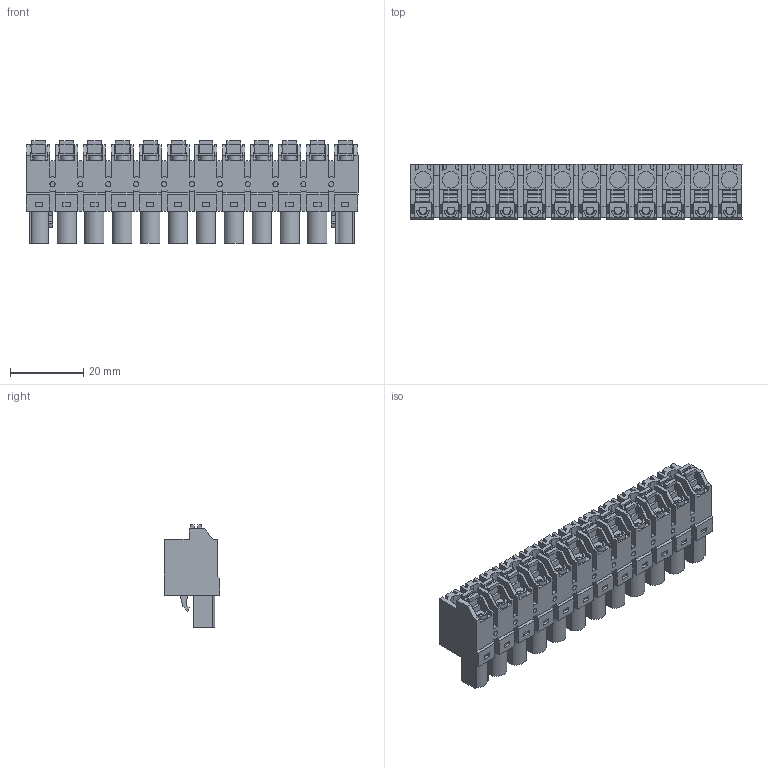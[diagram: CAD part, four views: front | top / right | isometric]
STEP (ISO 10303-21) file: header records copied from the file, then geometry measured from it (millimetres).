
FILE_DESCRIPTION(('CATIA V5 STEP Exchange','CAx-IF Rec.Pracs.--- Model Styling and Organization---1.2---2011-12-15'),'2;1');
FILE_NAME ('D1449902_0_1230250000_1230250000.stp','2017-04-08T12:34:09+00:00',('none'),('Weidmueller'),'CATIA Version 5-6 Release 2014','CATIA V5 STEP AP214','none');
FILE_SCHEMA(('AUTOMOTIVE_DESIGN { 1 0 10303 214 1 1 1 1 }'));
Length unit declared in the file: millimetre
Products named in the file (1): 1230250000
Bounding box: 90.76 x 15.05 x 28.07 mm (x, y, z)
Volume: 21053.2 mm3; surface area: 13865.5 mm2
Topology: 13 solids, 13 shells, 1192 faces, 3394 edges, 2336 vertices
Faces by surface type: plane 948, cylinder 233, extrusion 11
Entity records: 37374 total; most frequent: CARTESIAN_POINT 8039, ORIENTED_EDGE 6788, DIRECTION 4769, EDGE_CURVE 3394, VECTOR 2741, LINE 2730, VERTEX_POINT 2336, EDGE_LOOP 1300
